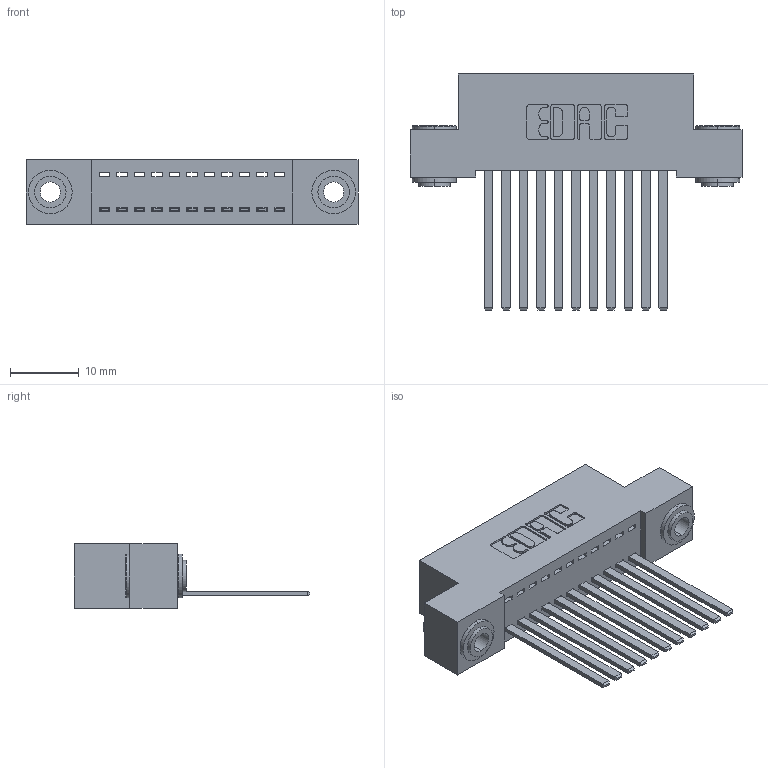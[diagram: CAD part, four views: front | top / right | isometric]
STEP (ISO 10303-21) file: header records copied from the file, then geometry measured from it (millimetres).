
FILE_DESCRIPTION (( 'STEP AP203' ), '1' );
FILE_NAME ('342-011-544-103.STEP', '2019-10-01T15:08:24', ( '' ), ( '' ), 'SwSTEP 2.0', 'SolidWorks 2016', '' );
FILE_SCHEMA (( 'CONFIG_CONTROL_DESIGN' ));
Length unit declared in the file: inch
Products named in the file (4): 342 Part_.156 TH; 345-292-001_345-293-144; 342-250-002_345-250-002-102; 342-011-544-103
Assembly tree (14 placements, depth 2):
  342-011-544-103
    342 Part_.156 TH
    345-292-001_345-293-144  x11
    342-250-002_345-250-002-102  x2
Bounding box: 48.26 x 34.3 x 9.4 mm (x, y, z)
Volume: 4267.5 mm3; surface area: 6276.5 mm2
Topology: 14 solids, 14 shells, 720 faces, 2113 edges, 1390 vertices
Faces by surface type: plane 494, cylinder 218, cone 8
Entity records: 11068 total; most frequent: CARTESIAN_POINT 1890, ORIENTED_EDGE 1830, DIRECTION 1687, EDGE_CURVE 915, LINE 767, VECTOR 767, VERTEX_POINT 606, AXIS2_PLACEMENT_3D 460
